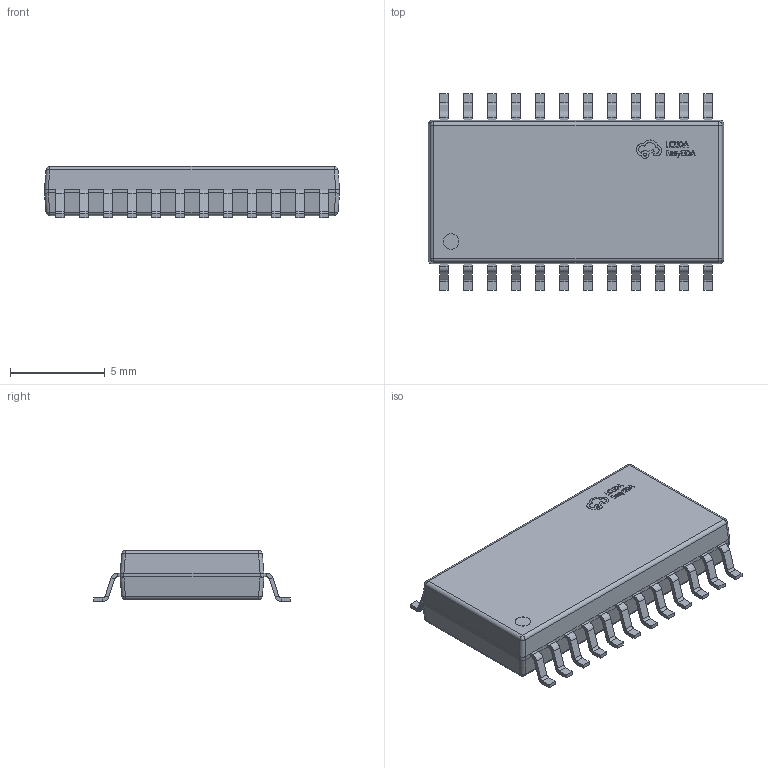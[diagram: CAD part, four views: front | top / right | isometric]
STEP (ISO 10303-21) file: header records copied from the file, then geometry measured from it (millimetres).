
FILE_DESCRIPTION (( 'STEP AP214' ), '1' );
FILE_NAME ('SO-24_L15.6-W7.6-H2.6-LS10.6-P1.27.step', '2022-07-29T06:43:22', ( '' ), ( '' ), 'SwSTEP 2.0', 'SolidWorks 2020', '' );
FILE_SCHEMA (( 'AUTOMOTIVE_DESIGN' ));
Length unit declared in the file: millimetre
Products named in the file (1): SO-24_L15.6-W7.6-H2.6-LS10.6-P1.27
Bounding box: 15.6 x 10.4 x 2.7 mm (x, y, z)
Volume: 306.9 mm3; surface area: 410.9 mm2
Topology: 1 solids, 1 shells, 797 faces, 1821 edges, 1046 vertices
Faces by surface type: plane 573, cylinder 118, bspline 98, sphere 8
Entity records: 30896 total; most frequent: CARTESIAN_POINT 5043, ORIENTED_EDGE 3642, DIRECTION 3217, EDGE_CURVE 1821, LINE 1377, VECTOR 1377, VERTEX_POINT 1046, AXIS2_PLACEMENT_3D 920
